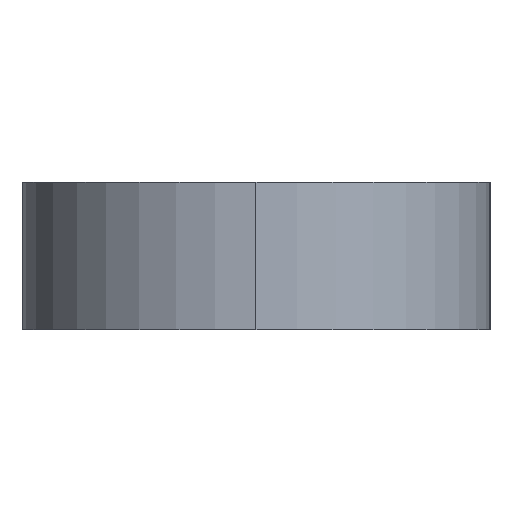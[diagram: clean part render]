
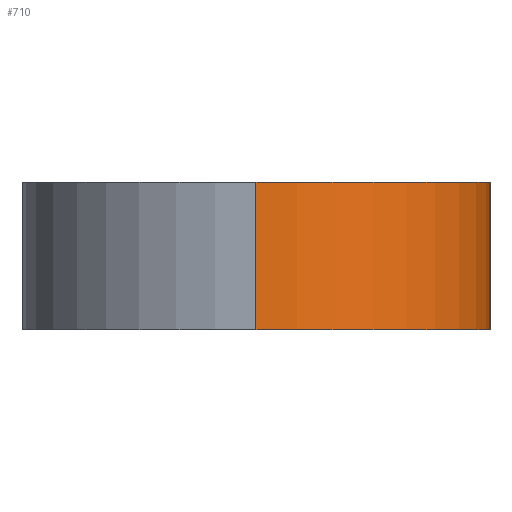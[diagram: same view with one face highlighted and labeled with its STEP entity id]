
A CAD part, left-side view. The second image highlights one B-rep face of the part: STEP entity #710.
In plain terms, the highlighted cylindrical face has radius 6.35 mm (diameter 12.7 mm), a partial arc.
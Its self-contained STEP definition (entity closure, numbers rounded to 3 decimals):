
#4 = VECTOR ( 'NONE', #356, 1000. ) ;
#20 = DIRECTION ( 'NONE',  ( 0., 0., -1. ) ) ;
#31 = FACE_OUTER_BOUND ( 'NONE', #618, .T. ) ;
#48 = EDGE_CURVE ( 'NONE', #768, #506, #451, .T. ) ;
#97 = CARTESIAN_POINT ( 'NONE',  ( -51.35, 0., 2. ) ) ;
#110 = VERTEX_POINT ( 'NONE', #116 ) ;
#116 = CARTESIAN_POINT ( 'NONE',  ( -45., -6.35, 2. ) ) ;
#126 = VECTOR ( 'NONE', #20, 1000. ) ;
#212 = DIRECTION ( 'NONE',  ( -1., 0., 0. ) ) ;
#217 = DIRECTION ( 'NONE',  ( 0., 0., 1. ) ) ;
#248 = AXIS2_PLACEMENT_3D ( 'NONE', #638, #217, #646 ) ;
#250 = ORIENTED_EDGE ( 'NONE', *, *, #287, .F. ) ;
#280 = VERTEX_POINT ( 'NONE', #97 ) ;
#286 = CARTESIAN_POINT ( 'NONE',  ( -51.35, 0., 2. ) ) ;
#287 = EDGE_CURVE ( 'NONE', #280, #110, #680, .T. ) ;
#333 = DIRECTION ( 'NONE',  ( 0., 0., 1. ) ) ;
#339 = EDGE_CURVE ( 'NONE', #280, #768, #701, .T. ) ;
#356 = DIRECTION ( 'NONE',  ( 0., 0., -1. ) ) ;
#391 = CARTESIAN_POINT ( 'NONE',  ( -45., -6.35, 2. ) ) ;
#407 = AXIS2_PLACEMENT_3D ( 'NONE', #582, #469, #212 ) ;
#451 = CIRCLE ( 'NONE', #573, 6.35 ) ;
#469 = DIRECTION ( 'NONE',  ( 0., 0., -1. ) ) ;
#506 = VERTEX_POINT ( 'NONE', #652 ) ;
#527 = CYLINDRICAL_SURFACE ( 'NONE', #407, 6.35 ) ;
#573 = AXIS2_PLACEMENT_3D ( 'NONE', #574, #333, #588 ) ;
#574 = CARTESIAN_POINT ( 'NONE',  ( -45., 0., -2. ) ) ;
#582 = CARTESIAN_POINT ( 'NONE',  ( -45., 0., 2. ) ) ;
#588 = DIRECTION ( 'NONE',  ( 1., 0., 0. ) ) ;
#618 = EDGE_LOOP ( 'NONE', ( #250, #675, #678, #723 ) ) ;
#621 = LINE ( 'NONE', #391, #126 ) ;
#638 = CARTESIAN_POINT ( 'NONE',  ( -45., 0., 2. ) ) ;
#646 = DIRECTION ( 'NONE',  ( 1., 0., 0. ) ) ;
#652 = CARTESIAN_POINT ( 'NONE',  ( -45., -6.35, -2. ) ) ;
#669 = EDGE_CURVE ( 'NONE', #110, #506, #621, .T. ) ;
#675 = ORIENTED_EDGE ( 'NONE', *, *, #339, .T. ) ;
#678 = ORIENTED_EDGE ( 'NONE', *, *, #48, .T. ) ;
#680 = CIRCLE ( 'NONE', #248, 6.35 ) ;
#701 = LINE ( 'NONE', #286, #4 ) ;
#710 = ADVANCED_FACE ( 'NONE', ( #31 ), #527, .T. ) ;
#723 = ORIENTED_EDGE ( 'NONE', *, *, #669, .F. ) ;
#753 = CARTESIAN_POINT ( 'NONE',  ( -51.35, 0., -2. ) ) ;
#768 = VERTEX_POINT ( 'NONE', #753 ) ;
